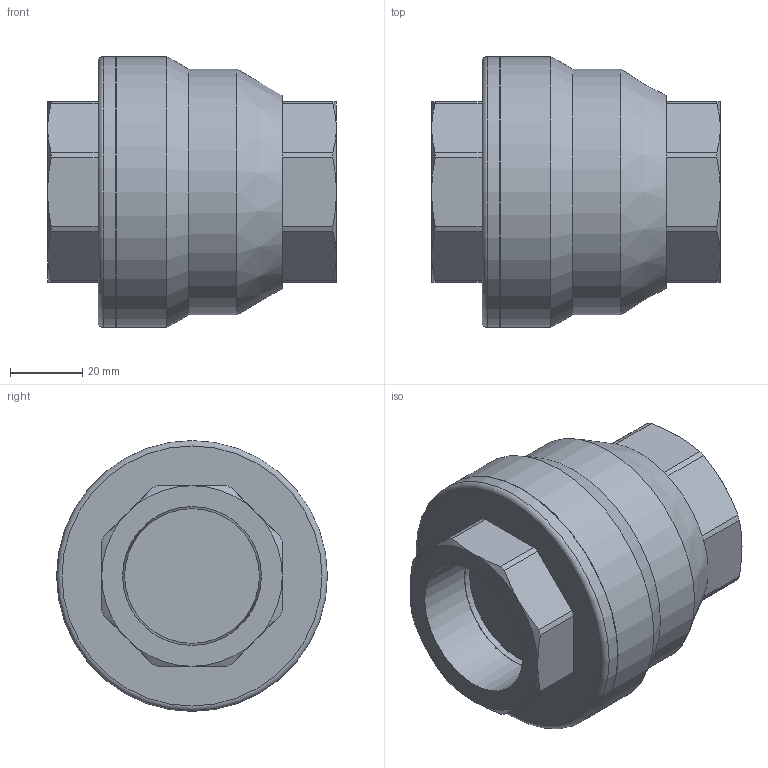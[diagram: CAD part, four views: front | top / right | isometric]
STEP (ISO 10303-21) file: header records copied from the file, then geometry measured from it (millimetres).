
FILE_DESCRIPTION((''),'2;1');
FILE_NAME('ck3m0-032-screw-01.stp','2009-11-17T09:52:05',('nakaot'),(''),'Autodesk Inventor 2008','Autodesk Inventor 2008','');
FILE_SCHEMA(('AUTOMOTIVE_DESIGN { 1 0 10303 214 1 1 1 1 }'));
Length unit declared in the file: millimetre
Products named in the file (1): ck3m0-032-screw-01
Bounding box: 80 x 75 x 75 mm (x, y, z)
Volume: 214540.6 mm3; surface area: 34390.9 mm2
Topology: 1 solids, 1 shells, 76 faces, 167 edges, 100 vertices
Faces by surface type: plane 29, cylinder 20, cone 18, bspline 8, torus 1
Full cylindrical faces by diameter (mm): 28.03 x1, 68 x1, 75 x2
Entity records: 2036 total; most frequent: CARTESIAN_POINT 471, DIRECTION 332, ORIENTED_EDGE 306, EDGE_CURVE 153, AXIS2_PLACEMENT_3D 142, VERTEX_POINT 97, EDGE_LOOP 94, FACE_OUTER_BOUND 76
